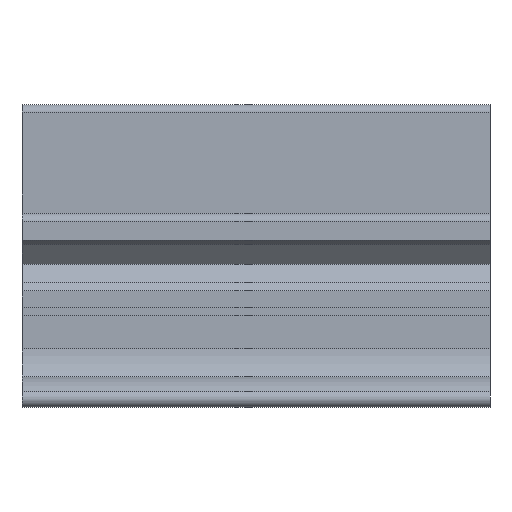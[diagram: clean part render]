
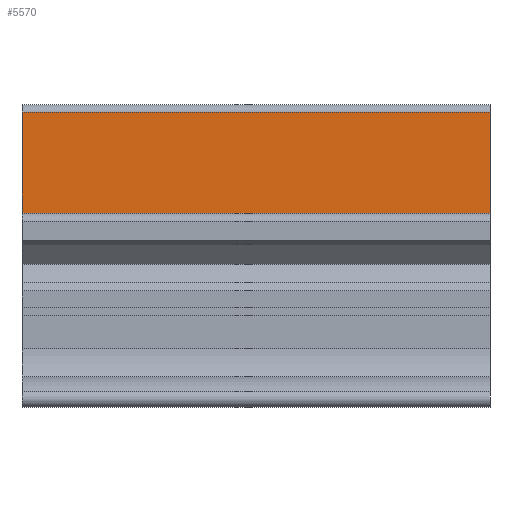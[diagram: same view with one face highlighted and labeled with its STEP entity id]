
A CAD part, front view. The second image highlights one B-rep face of the part: STEP entity #5570.
In plain terms, the highlighted planar face has unit normal (0, -1, 0).
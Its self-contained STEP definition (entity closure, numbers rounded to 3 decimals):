
#26 = DIRECTION ( 'NONE',  ( 0., 0., -1. ) ) ;
#158 = DIRECTION ( 'NONE',  ( 0., 1., 0. ) ) ;
#260 = EDGE_LOOP ( 'NONE', ( #5229, #4907, #1450, #3889 ) ) ;
#447 = LINE ( 'NONE', #1363, #1487 ) ;
#648 = VECTOR ( 'NONE', #2595, 1000. ) ;
#1194 = LINE ( 'NONE', #4845, #4682 ) ;
#1363 = CARTESIAN_POINT ( 'NONE',  ( 0., 3.851, -0.468 ) ) ;
#1450 = ORIENTED_EDGE ( 'NONE', *, *, #1678, .F. ) ;
#1487 = VECTOR ( 'NONE', #26, 1000. ) ;
#1678 = EDGE_CURVE ( 'NONE', #4991, #5647, #1194, .T. ) ;
#1901 = VERTEX_POINT ( 'NONE', #5630 ) ;
#2150 = CARTESIAN_POINT ( 'NONE',  ( 0., 3.851, -6.975 ) ) ;
#2394 = EDGE_CURVE ( 'NONE', #1901, #4403, #447, .T. ) ;
#2506 = FACE_OUTER_BOUND ( 'NONE', #260, .T. ) ;
#2595 = DIRECTION ( 'NONE',  ( -1., 0., 0. ) ) ;
#2665 = CARTESIAN_POINT ( 'NONE',  ( 30.15, 3.851, -0.468 ) ) ;
#2966 = CARTESIAN_POINT ( 'NONE',  ( 30.15, 3.851, -0.468 ) ) ;
#3051 = AXIS2_PLACEMENT_3D ( 'NONE', #3406, #158, #5707 ) ;
#3352 = EDGE_CURVE ( 'NONE', #5647, #4403, #4934, .T. ) ;
#3406 = CARTESIAN_POINT ( 'NONE',  ( 30.15, 3.851, -0.468 ) ) ;
#3623 = LINE ( 'NONE', #2665, #4673 ) ;
#3733 = CARTESIAN_POINT ( 'NONE',  ( 30.15, 3.851, -6.975 ) ) ;
#3889 = ORIENTED_EDGE ( 'NONE', *, *, #5362, .T. ) ;
#4363 = PLANE ( 'NONE',  #3051 ) ;
#4403 = VERTEX_POINT ( 'NONE', #2150 ) ;
#4673 = VECTOR ( 'NONE', #5428, 1000. ) ;
#4682 = VECTOR ( 'NONE', #5586, 1000. ) ;
#4842 = CARTESIAN_POINT ( 'NONE',  ( 30.15, 3.851, -6.975 ) ) ;
#4845 = CARTESIAN_POINT ( 'NONE',  ( 30.15, 3.851, -0.468 ) ) ;
#4907 = ORIENTED_EDGE ( 'NONE', *, *, #3352, .F. ) ;
#4934 = LINE ( 'NONE', #4842, #648 ) ;
#4991 = VERTEX_POINT ( 'NONE', #2966 ) ;
#5229 = ORIENTED_EDGE ( 'NONE', *, *, #2394, .T. ) ;
#5362 = EDGE_CURVE ( 'NONE', #4991, #1901, #3623, .T. ) ;
#5428 = DIRECTION ( 'NONE',  ( -1., 0., 0. ) ) ;
#5570 = ADVANCED_FACE ( 'NONE', ( #2506 ), #4363, .F. ) ;
#5586 = DIRECTION ( 'NONE',  ( 0., 0., -1. ) ) ;
#5630 = CARTESIAN_POINT ( 'NONE',  ( 0., 3.851, -0.468 ) ) ;
#5647 = VERTEX_POINT ( 'NONE', #3733 ) ;
#5707 = DIRECTION ( 'NONE',  ( 0., 0., 1. ) ) ;
